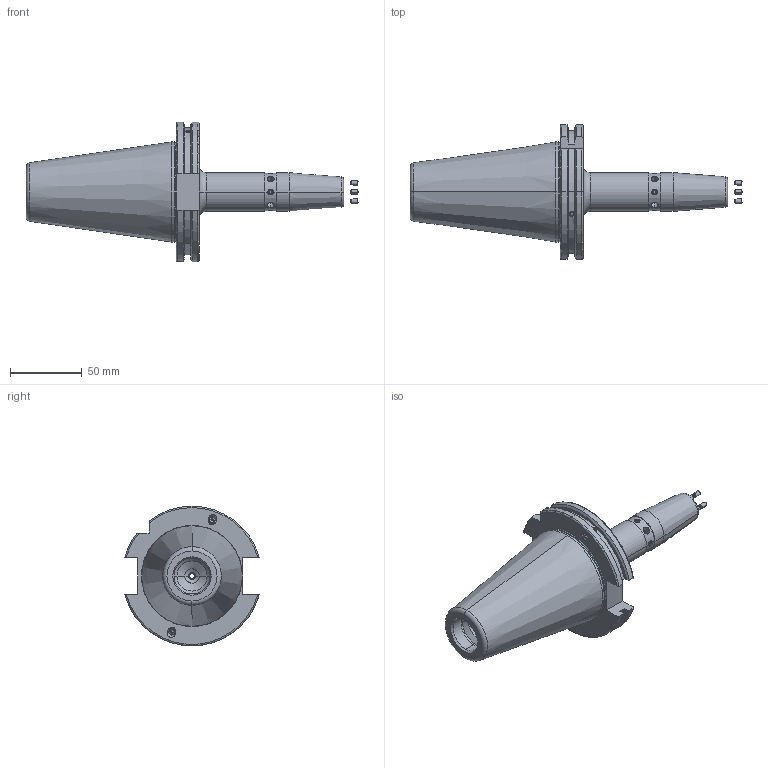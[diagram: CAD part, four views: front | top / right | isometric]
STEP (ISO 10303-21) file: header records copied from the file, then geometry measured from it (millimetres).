
FILE_DESCRIPTION (( 'STEP AP203' ), '1' );
FILE_NAME ('F1S509H-SFK08120.STEP', '2024-08-31T09:42:50', ( '' ), ( '' ), 'SwSTEP 2.0', 'SolidWorks 2024', '' );
FILE_SCHEMA (( 'CONFIG_CONTROL_DESIGN' ));
Length unit declared in the file: millimetre
Products named in the file (7): GS-M3X5; SK50SFK08120FWW; GS-M4X4_DIN 913 - M4 x 4-N; GS-M4X4-COATING_DIN 913 - M4 x 4-N; F1S509H-SFK08120; socket set screw flat point_din_DIN 913 - M3 x 5-N; SCWM6x15-DOUBLE FLAT
Assembly tree (14 placements, depth 2):
  F1S509H-SFK08120
    SK50SFK08120FWW
    SCWM6x15-DOUBLE FLAT
    GS-M4X4-COATING_DIN 913 - M4 x 4-N  x2
    socket set screw flat point_din_DIN 913 - M3 x 5-N  x4
    GS-M3X5  x4
    GS-M4X4_DIN 913 - M4 x 4-N  x2
Bounding box: 231.77 x 94.05 x 97.5 mm (x, y, z)
Volume: 369814.9 mm3; surface area: 58684.6 mm2
Topology: 14 solids, 14 shells, 493 faces, 1183 edges, 733 vertices
Faces by surface type: plane 188, cone 144, cylinder 141, torus 20
Entity records: 11395 total; most frequent: CARTESIAN_POINT 2980, DIRECTION 1612, ORIENTED_EDGE 1542, EDGE_CURVE 771, AXIS2_PLACEMENT_3D 630, VERTEX_POINT 484, EDGE_LOOP 357, LINE 352
